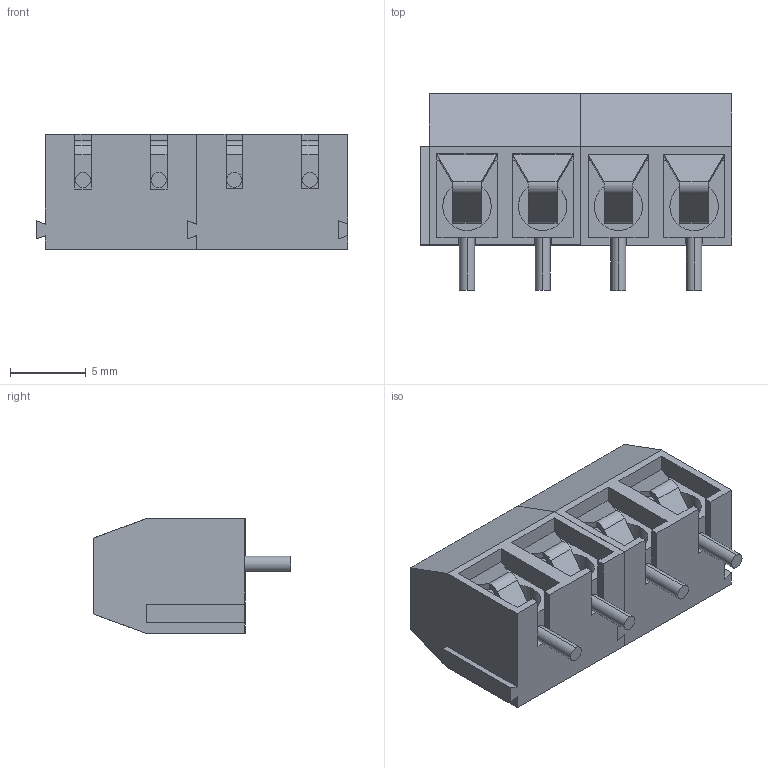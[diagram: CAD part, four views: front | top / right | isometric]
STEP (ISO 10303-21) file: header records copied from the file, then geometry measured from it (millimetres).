
FILE_DESCRIPTION (( 'STEP AP214' ), '1' );
FILE_NAME ('BORNE_4_VIAS.STEP', '2023-05-09T15:27:18', ( '' ), ( '' ), 'SwSTEP 2.0', 'SolidWorks 2022', '' );
FILE_SCHEMA (( 'AUTOMOTIVE_DESIGN' ));
Length unit declared in the file: millimetre
Products named in the file (2): BORNE_4_VIAS; BORNE_2_VIAS.step
Assembly tree (2 placements, depth 2):
  BORNE_4_VIAS
    BORNE_2_VIAS.step  x2
Bounding box: 20.59 x 13.01 x 7.6 mm (x, y, z)
Volume: 1131.3 mm3; surface area: 1702.9 mm2
Topology: 2 solids, 2 shells, 242 faces, 648 edges, 424 vertices
Faces by surface type: plane 190, cylinder 52
Entity records: 4432 total; most frequent: CARTESIAN_POINT 674, ORIENTED_EDGE 648, DIRECTION 632, EDGE_CURVE 324, LINE 260, VECTOR 260, VERTEX_POINT 212, AXIS2_PLACEMENT_3D 186
